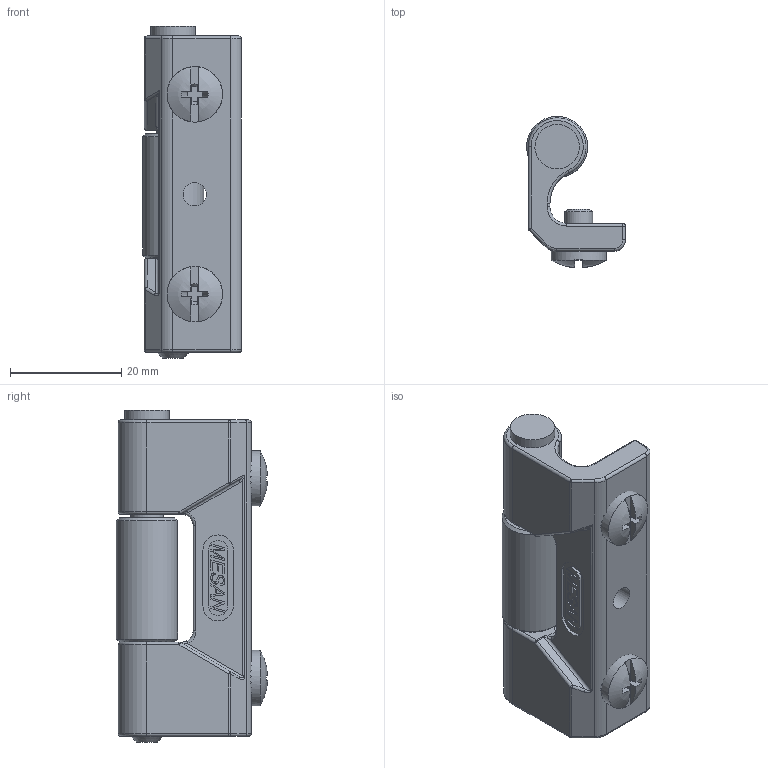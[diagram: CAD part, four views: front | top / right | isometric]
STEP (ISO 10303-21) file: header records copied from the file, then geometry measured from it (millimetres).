
FILE_DESCRIPTION( ( 'STEP AP203' ), '1' );
FILE_NAME( '194.3.step', '2006-11-30T13:01:47', ( ' ' ), ( ' ' ), 'XStep 1.0', ' ', ' ' );
FILE_SCHEMA( ( 'CONFIG_CONTROL_DESIGN' ) );
Length unit declared in the file: millimetre
Products named in the file (5): 1; 2; 3; 4; 5
Bounding box: 17.8 x 27.22 x 59.8 mm (x, y, z)
Volume: 11340.7 mm3; surface area: 8512.3 mm2
Topology: 5 solids, 5 shells, 444 faces, 1083 edges, 653 vertices
Faces by surface type: plane 271, cylinder 114, torus 16, cone 15, sphere 12, bspline 10, extrusion 6
Full cylindrical faces by diameter (mm): 4.2 x3, 5 x2, 5.9 x1, 6.1 x3, 8 x1, 10 x2, 11 x1
Entity records: 14084 total; most frequent: CARTESIAN_POINT 3505, DIRECTION 2282, ORIENTED_EDGE 2100, EDGE_CURVE 1050, AXIS2_PLACEMENT_3D 917, VERTEX_POINT 648, EDGE_LOOP 488, FACE_OUTER_BOUND 457
